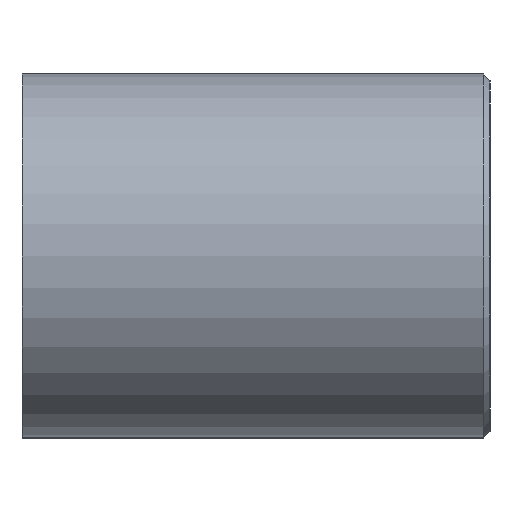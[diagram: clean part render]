
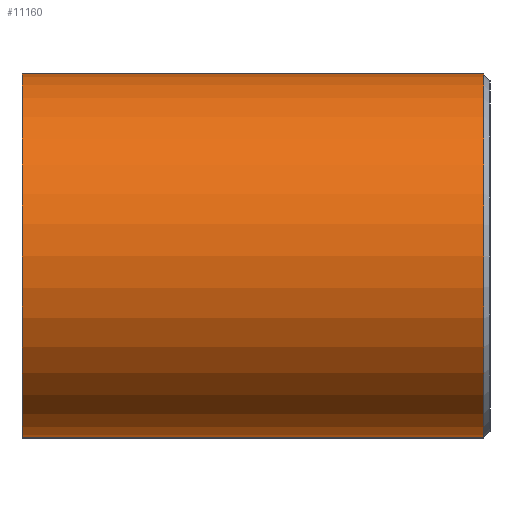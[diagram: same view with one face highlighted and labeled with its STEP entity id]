
A CAD part, left-side view. The second image highlights one B-rep face of the part: STEP entity #11160.
In plain terms, the highlighted cylindrical face has radius 7 mm (diameter 14 mm), a partial arc.
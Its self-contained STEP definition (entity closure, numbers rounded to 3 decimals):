
#812=FACE_OUTER_BOUND('',#1452,.T.);
#1452=EDGE_LOOP('',(#8886,#8887,#8888,#8889));
#2653=LINE('',#17419,#4105);
#2666=LINE('',#17436,#4118);
#4105=VECTOR('',#13427,1000.);
#4118=VECTOR('',#13442,1000.);
#4962=CIRCLE('',#11865,7.);
#4966=CIRCLE('',#11874,7.);
#5679=VERTEX_POINT('',#17390);
#5690=VERTEX_POINT('',#17414);
#5691=VERTEX_POINT('',#17418);
#5694=VERTEX_POINT('',#17434);
#6894=EDGE_CURVE('',#5690,#5679,#4962,.T.);
#6895=EDGE_CURVE('',#5679,#5691,#2653,.T.);
#6908=EDGE_CURVE('',#5694,#5690,#2666,.T.);
#7068=EDGE_CURVE('',#5694,#5691,#4966,.T.);
#8886=ORIENTED_EDGE('',*,*,#6908,.F.);
#8887=ORIENTED_EDGE('',*,*,#7068,.T.);
#8888=ORIENTED_EDGE('',*,*,#6895,.F.);
#8889=ORIENTED_EDGE('',*,*,#6894,.F.);
#11012=CYLINDRICAL_SURFACE('',#11873,7.);
#11160=ADVANCED_FACE('',(#812),#11012,.T.);
#11865=AXIS2_PLACEMENT_3D('',#17416,#13423,#13424);
#11873=AXIS2_PLACEMENT_3D('',#17712,#13609,#13610);
#11874=AXIS2_PLACEMENT_3D('',#17713,#13611,#13612);
#13423=DIRECTION('center_axis',(0.,1.,0.));
#13424=DIRECTION('ref_axis',(0.,0.,1.));
#13427=DIRECTION('',(0.,-1.,0.));
#13442=DIRECTION('',(0.,1.,0.));
#13609=DIRECTION('center_axis',(0.,-1.,0.));
#13610=DIRECTION('ref_axis',(0.,0.,-1.));
#13611=DIRECTION('center_axis',(0.,1.,0.));
#13612=DIRECTION('ref_axis',(0.,0.,1.));
#17390=CARTESIAN_POINT('',(-94.5,9.,7.));
#17414=CARTESIAN_POINT('',(-94.5,9.,-7.));
#17416=CARTESIAN_POINT('Origin',(-94.5,9.,0.));
#17418=CARTESIAN_POINT('',(-94.5,-8.75,7.));
#17419=CARTESIAN_POINT('',(-94.5,9.,7.));
#17434=CARTESIAN_POINT('',(-94.5,-8.75,-7.));
#17436=CARTESIAN_POINT('',(-94.5,9.,-7.));
#17712=CARTESIAN_POINT('Origin',(-94.5,9.,0.));
#17713=CARTESIAN_POINT('Origin',(-94.5,-8.75,0.));
